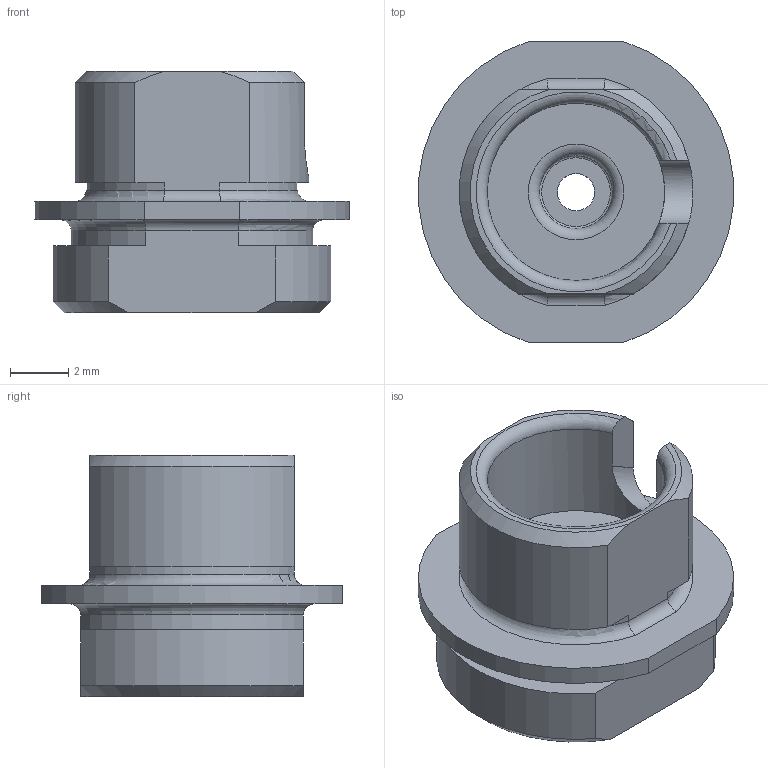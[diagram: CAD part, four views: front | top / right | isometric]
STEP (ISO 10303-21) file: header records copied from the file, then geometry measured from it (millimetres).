
FILE_DESCRIPTION(/* description */ ('STEP AP214'),/* implementation_level */ '2;1');
FILE_NAME(/* name */ '00_SM1FC-Step.ipt.step',/* time_stamp */ '2022-11-29T07:51:42+01:00',/* author */ ('admin'),/* organization */ (''),/* preprocessor_version */ 'ST-DEVELOPER v18.1',/* originating_system */ 'Autodesk Inventor 2022',/* authorisation */ '');
FILE_SCHEMA (('AUTOMOTIVE_DESIGN { 1 0 10303 214 3 1 1 }'));
Length unit declared in the file: inch
Products named in the file (1): 00_SM1FC-Step
Bounding box: 10.76 x 10.29 x 8.26 mm (x, y, z)
Volume: 319.2 mm3; surface area: 510.4 mm2
Topology: 1 solids, 1 shells, 49 faces, 122 edges, 78 vertices
Faces by surface type: cylinder 18, plane 18, torus 7, cone 6
Full cylindrical faces by diameter (mm): 1.27 x1, 2.502 x1, 6.071 x1
Entity records: 1694 total; most frequent: CARTESIAN_POINT 424, ORIENTED_EDGE 244, DIRECTION 244, EDGE_CURVE 122, AXIS2_PLACEMENT_3D 94, VERTEX_POINT 78, LINE 56, VECTOR 56
